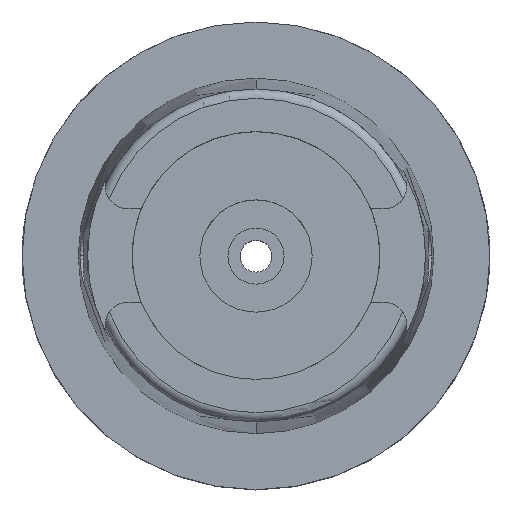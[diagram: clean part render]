
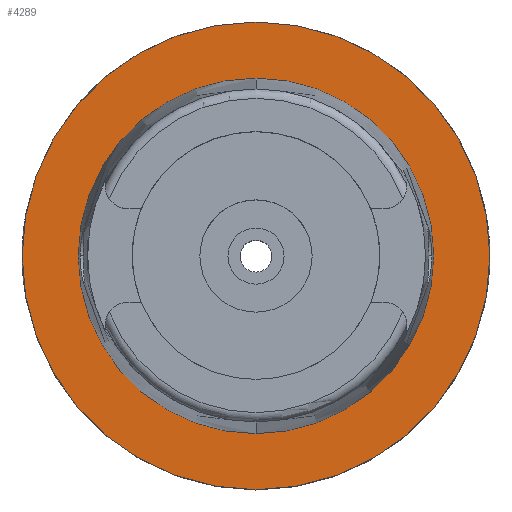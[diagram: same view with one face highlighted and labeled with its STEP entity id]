
A CAD part, top view. The second image highlights one B-rep face of the part: STEP entity #4289.
In plain terms, the highlighted planar face has unit normal (0, 0, 1).
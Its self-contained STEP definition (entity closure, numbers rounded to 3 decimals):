
#2110=CARTESIAN_POINT('',(0.,0.,0.));
#2111=DIRECTION('',(0.,0.,-1.));
#2112=DIRECTION('',(0.,-1.,0.));
#2113=AXIS2_PLACEMENT_3D('',#2110,#2111,#2112);
#2118=CARTESIAN_POINT('',(0.,0.,0.));
#2119=DIRECTION('',(0.,0.,-1.));
#2120=DIRECTION('',(0.,1.,0.));
#2121=AXIS2_PLACEMENT_3D('',#2118,#2119,#2120);
#2126=CARTESIAN_POINT('',(0.,0.,0.));
#2127=DIRECTION('',(0.,0.,1.));
#2128=DIRECTION('',(0.,-1.,0.));
#2129=AXIS2_PLACEMENT_3D('',#2126,#2127,#2128);
#2134=CARTESIAN_POINT('',(0.,0.,0.));
#2135=DIRECTION('',(0.,0.,1.));
#2136=DIRECTION('',(0.,1.,0.));
#2137=AXIS2_PLACEMENT_3D('',#2134,#2135,#2136);
#2434=CARTESIAN_POINT('',(0.,-38.,0.));
#2435=VERTEX_POINT('',#2434);
#2436=CARTESIAN_POINT('',(0.,38.,0.));
#2437=VERTEX_POINT('',#2436);
#2699=CARTESIAN_POINT('',(0.,50.,0.));
#2700=VERTEX_POINT('',#2699);
#2701=CARTESIAN_POINT('',(0.,-50.,0.));
#2702=VERTEX_POINT('',#2701);
#4276=CARTESIAN_POINT('',(0.,0.,0.));
#4277=DIRECTION('',(0.,0.,1.));
#4278=DIRECTION('',(0.,1.,0.));
#4279=AXIS2_PLACEMENT_3D('',#4276,#4277,#4278);
#4280=PLANE('',#4279);
#4281=ORIENTED_EDGE('',*,*,#4041,.T.);
#4282=ORIENTED_EDGE('',*,*,#4150,.T.);
#4283=EDGE_LOOP('',(#4281,#4282));
#4284=FACE_OUTER_BOUND('',#4283,.F.);
#4285=ORIENTED_EDGE('',*,*,#2937,.T.);
#4286=ORIENTED_EDGE('',*,*,#2908,.T.);
#4287=EDGE_LOOP('',(#4285,#4286));
#4288=FACE_BOUND('',#4287,.F.);
#2114=CIRCLE('',#2113,50.);
#2122=CIRCLE('',#2121,50.);
#2130=CIRCLE('',#2129,38.);
#2138=CIRCLE('',#2137,38.);
#2908=EDGE_CURVE('',#2437,#2435,#2138,.T.);
#2937=EDGE_CURVE('',#2435,#2437,#2130,.T.);
#4041=EDGE_CURVE('',#2702,#2700,#2114,.T.);
#4150=EDGE_CURVE('',#2700,#2702,#2122,.T.);
#4289=ADVANCED_FACE('',(#4284,#4288),#4280,.T.);
